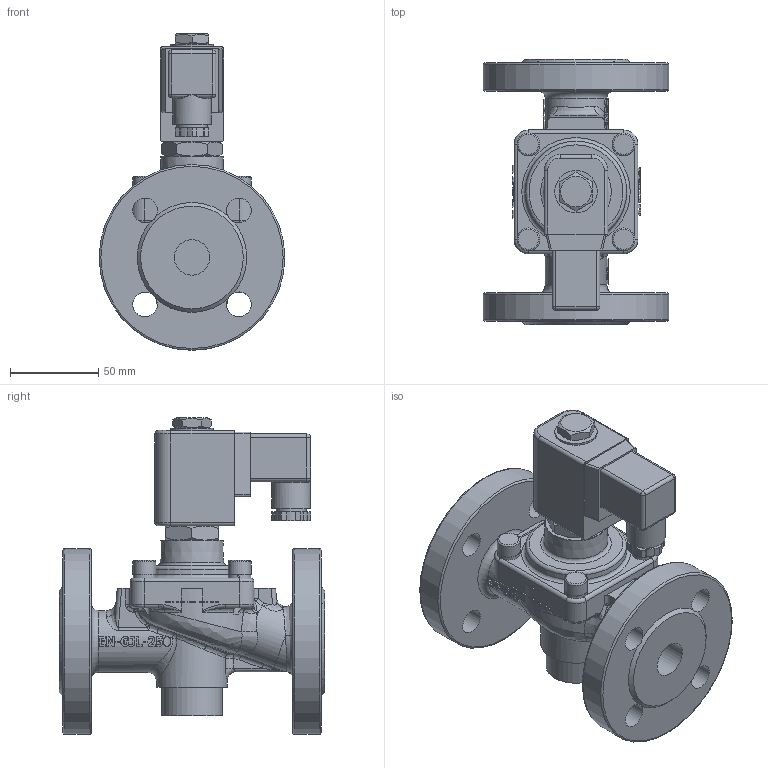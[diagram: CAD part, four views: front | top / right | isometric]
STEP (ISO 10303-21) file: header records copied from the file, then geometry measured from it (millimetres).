
FILE_DESCRIPTION(/* description */ ('3D-Modell'),/* implementation_level */ '2;1');
FILE_NAME(/* name */ '027.002353_E2702-0402-.702-OF.stp',/* time_stamp */ '2021-12-09T07:40:32+01:00',/* author */ ('CBeuthner'),/* organization */ (''),/* preprocessor_version */ 'ST-DEVELOPER v16.1',/* originating_system */ 'Autodesk Inventor 2016',/* authorisation */ '');
FILE_SCHEMA (('CONFIG_CONTROL_DESIGN'));
Products named in the file (1): 88-005397
Bounding box: 105 x 150 x 179 mm (x, y, z)
Volume: 690674.9 mm3; surface area: 98270.1 mm2
Topology: 1 solids, 1 shells, 768 faces, 2020 edges, 1283 vertices
Faces by surface type: plane 333, bspline 226, cylinder 130, torus 45, cone 26, sphere 8
Full cylindrical faces by diameter (mm): 6.647 x4, 8 x4, 13 x4, 14 x8, 17 x1, 20 x2, 22 x1, 24 x1, 34 x1, 35 x1, 40 x1, 105 x2
Entity records: 62944 total; most frequent: CARTESIAN_POINT 45216, ORIENTED_EDGE 3852, DIRECTION 2829, EDGE_CURVE 1926, VERTEX_POINT 1258, AXIS2_PLACEMENT_3D 999, EDGE_LOOP 890, LINE 831
